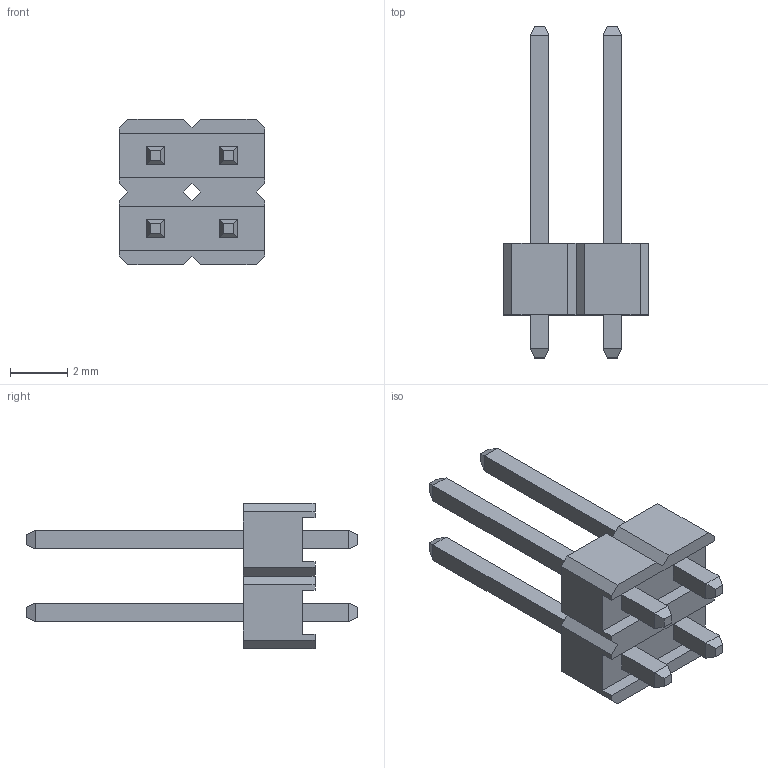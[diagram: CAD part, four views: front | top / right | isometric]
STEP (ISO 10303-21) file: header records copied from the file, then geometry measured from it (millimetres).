
FILE_DESCRIPTION (( 'STEP AP214' ), '1' );
FILE_NAME ('0.2_WAY120542773944.step', '2005-12-05T09:27:09', ( 'sysAdmin' ), ( 'SolidWorks' ), 'SwSTEP 2.0', 'SolidWorks 2005254', '' );
FILE_SCHEMA (( 'AUTOMOTIVE_DESIGN' ));
Length unit declared in the file: millimetre
Products named in the file (1): 0.2_WAY120542773944
Bounding box: 5.08 x 11.6 x 5.08 mm (x, y, z)
Volume: 71.5 mm3; surface area: 208 mm2
Topology: 1 solids, 1 shells, 106 faces, 256 edges, 160 vertices
Faces by surface type: plane 106
Entity records: 3385 total; most frequent: CARTESIAN_POINT 523, ORIENTED_EDGE 512, DIRECTION 470, EDGE_CURVE 256, LINE 256, VECTOR 256, VERTEX_POINT 160, EDGE_LOOP 116
